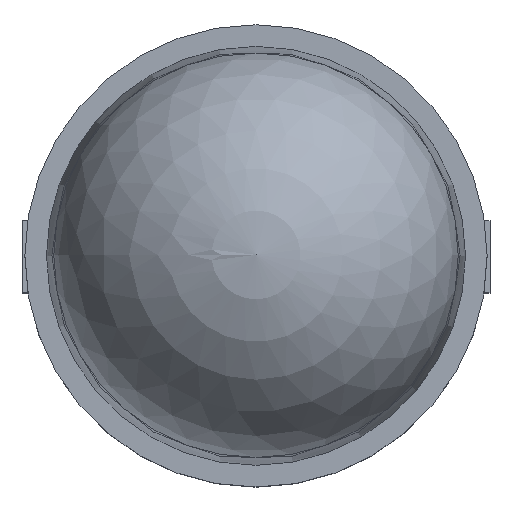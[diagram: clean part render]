
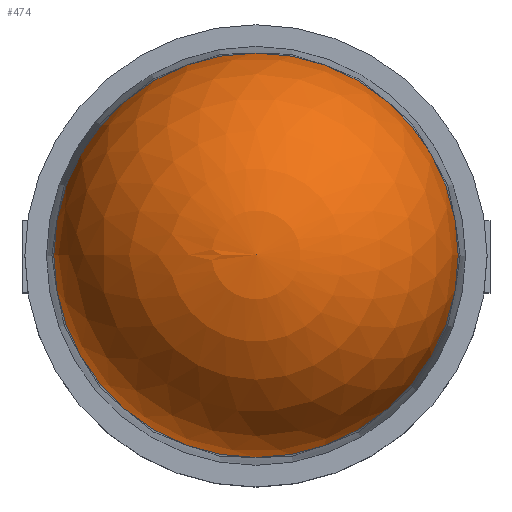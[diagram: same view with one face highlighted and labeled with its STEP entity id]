
A CAD part, top view. The second image highlights one B-rep face of the part: STEP entity #474.
In plain terms, the highlighted spherical face has radius 1.4 mm.
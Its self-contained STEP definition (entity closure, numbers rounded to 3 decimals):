
#474=ADVANCED_FACE('',(#801),#803,.T.);
#801=FACE_OUTER_BOUND('',#802,.T.);
#802=EDGE_LOOP('',(#1023));
#803=SPHERICAL_SURFACE('',#804,1.4);
#804=AXIS2_PLACEMENT_3D('',#805,#806,#807);
#805=CARTESIAN_POINT('',(0.,0.,7.3));
#806=DIRECTION('',(0.,0.,-1.));
#807=DIRECTION('',(-1.,0.,0.));
#1023=ORIENTED_EDGE('',*,*,#1131,.F.);
#1131=EDGE_CURVE('',#1312,#1312,#1313,.T.);
#1312=VERTEX_POINT('',#1717);
#1313=CIRCLE('',#1718,1.4);
#1717=CARTESIAN_POINT('',(-1.4,0.,7.329));
#1718=AXIS2_PLACEMENT_3D('',#1719,#1720,#1721);
#1719=CARTESIAN_POINT('',(0.,0.,7.329));
#1720=DIRECTION('',(0.,0.,-1.));
#1721=DIRECTION('',(-1.,0.,0.));
